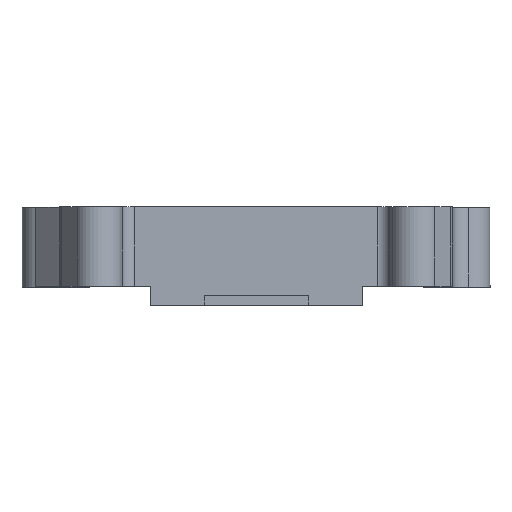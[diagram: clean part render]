
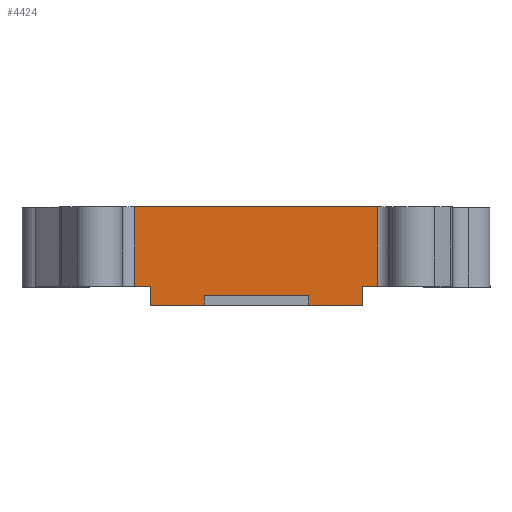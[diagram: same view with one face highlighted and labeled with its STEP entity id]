
A CAD part, top view. The second image highlights one B-rep face of the part: STEP entity #4424.
In plain terms, the highlighted face is planar.
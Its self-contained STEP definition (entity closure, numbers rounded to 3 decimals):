
#336=FACE_OUTER_BOUND('',#593,.T.);
#593=EDGE_LOOP('',(#3496,#3497,#3498,#3499,#3500,#3501,#3502,#3503,#3504,
#3505,#3506,#3507));
#786=LINE('',#6231,#1311);
#981=LINE('',#6813,#1506);
#1008=LINE('',#6892,#1533);
#1040=LINE('',#6960,#1565);
#1041=LINE('',#6964,#1566);
#1042=LINE('',#6966,#1567);
#1043=LINE('',#6967,#1568);
#1044=LINE('',#6968,#1569);
#1045=LINE('',#6969,#1570);
#1046=LINE('',#6971,#1571);
#1047=LINE('',#6973,#1572);
#1048=LINE('',#6974,#1573);
#1311=VECTOR('',#4996,38.211);
#1506=VECTOR('',#5481,2.505);
#1533=VECTOR('',#5536,2.305);
#1565=VECTOR('',#5592,3.);
#1566=VECTOR('',#5595,1.5);
#1567=VECTOR('',#5596,8.45);
#1568=VECTOR('',#5597,3.);
#1569=VECTOR('',#5598,12.5);
#1570=VECTOR('',#5599,12.5);
#1571=VECTOR('',#5600,8.45);
#1572=VECTOR('',#5601,1.5);
#1573=VECTOR('',#5602,16.5);
#1832=VERTEX_POINT('',#6228);
#1833=VERTEX_POINT('',#6230);
#2074=VERTEX_POINT('',#6810);
#2075=VERTEX_POINT('',#6812);
#2112=VERTEX_POINT('',#6889);
#2113=VERTEX_POINT('',#6891);
#2137=VERTEX_POINT('',#6958);
#2138=VERTEX_POINT('',#6962);
#2139=VERTEX_POINT('',#6963);
#2140=VERTEX_POINT('',#6965);
#2141=VERTEX_POINT('',#6970);
#2142=VERTEX_POINT('',#6972);
#2283=EDGE_CURVE('',#1832,#1833,#786,.T.);
#2572=EDGE_CURVE('',#2075,#2074,#981,.T.);
#2612=EDGE_CURVE('',#2113,#2112,#1008,.T.);
#2647=EDGE_CURVE('',#2074,#2137,#1040,.T.);
#2648=EDGE_CURVE('',#2138,#2139,#1041,.T.);
#2649=EDGE_CURVE('',#2138,#2140,#1042,.T.);
#2650=EDGE_CURVE('',#2140,#2113,#1043,.T.);
#2651=EDGE_CURVE('',#1833,#2112,#1044,.T.);
#2652=EDGE_CURVE('',#2075,#1832,#1045,.T.);
#2653=EDGE_CURVE('',#2137,#2141,#1046,.T.);
#2654=EDGE_CURVE('',#2141,#2142,#1047,.T.);
#2655=EDGE_CURVE('',#2139,#2142,#1048,.T.);
#3496=ORIENTED_EDGE('',*,*,#2648,.F.);
#3497=ORIENTED_EDGE('',*,*,#2649,.T.);
#3498=ORIENTED_EDGE('',*,*,#2650,.T.);
#3499=ORIENTED_EDGE('',*,*,#2612,.T.);
#3500=ORIENTED_EDGE('',*,*,#2651,.F.);
#3501=ORIENTED_EDGE('',*,*,#2283,.F.);
#3502=ORIENTED_EDGE('',*,*,#2652,.F.);
#3503=ORIENTED_EDGE('',*,*,#2572,.T.);
#3504=ORIENTED_EDGE('',*,*,#2647,.T.);
#3505=ORIENTED_EDGE('',*,*,#2653,.T.);
#3506=ORIENTED_EDGE('',*,*,#2654,.T.);
#3507=ORIENTED_EDGE('',*,*,#2655,.F.);
#4231=PLANE('',#4761);
#4424=ADVANCED_FACE('',(#336),#4231,.F.);
#4761=AXIS2_PLACEMENT_3D('',#6961,#5593,#5594);
#4996=DIRECTION('',(-1.,0.,0.));
#5481=DIRECTION('',(-1.,0.,0.));
#5536=DIRECTION('',(-1.,0.,0.));
#5592=DIRECTION('',(0.,-1.,0.));
#5593=DIRECTION('center_axis',(0.,0.,1.));
#5594=DIRECTION('ref_axis',(1.,0.,0.));
#5595=DIRECTION('',(0.,1.,0.));
#5596=DIRECTION('',(-1.,0.,0.));
#5597=DIRECTION('',(0.,1.,0.));
#5598=DIRECTION('',(0.,-1.,0.));
#5599=DIRECTION('',(0.,1.,0.));
#5600=DIRECTION('',(-1.,0.,0.));
#5601=DIRECTION('',(0.,1.,0.));
#5602=DIRECTION('',(1.,0.,0.));
#6228=CARTESIAN_POINT('',(50.105,2.,-95.));
#6230=CARTESIAN_POINT('',(11.895,2.,-95.));
#6231=CARTESIAN_POINT('',(50.105,2.,-95.));
#6810=CARTESIAN_POINT('',(47.6,-10.5,-95.));
#6812=CARTESIAN_POINT('',(50.105,-10.5,-95.));
#6813=CARTESIAN_POINT('',(50.105,-10.5,-95.));
#6889=CARTESIAN_POINT('',(11.895,-10.5,-95.));
#6891=CARTESIAN_POINT('',(14.2,-10.5,-95.));
#6892=CARTESIAN_POINT('',(14.2,-10.5,-95.));
#6958=CARTESIAN_POINT('',(47.6,-13.5,-95.));
#6960=CARTESIAN_POINT('',(47.6,-10.5,-95.));
#6961=CARTESIAN_POINT('Origin',(0.,2.,-95.));
#6962=CARTESIAN_POINT('',(22.65,-13.5,-95.));
#6963=CARTESIAN_POINT('',(22.65,-12.,-95.));
#6964=CARTESIAN_POINT('',(22.65,-13.5,-95.));
#6965=CARTESIAN_POINT('',(14.2,-13.5,-95.));
#6966=CARTESIAN_POINT('',(22.65,-13.5,-95.));
#6967=CARTESIAN_POINT('',(14.2,-13.5,-95.));
#6968=CARTESIAN_POINT('',(11.895,2.,-95.));
#6969=CARTESIAN_POINT('',(50.105,-10.5,-95.));
#6970=CARTESIAN_POINT('',(39.15,-13.5,-95.));
#6971=CARTESIAN_POINT('',(47.6,-13.5,-95.));
#6972=CARTESIAN_POINT('',(39.15,-12.,-95.));
#6973=CARTESIAN_POINT('',(39.15,-13.5,-95.));
#6974=CARTESIAN_POINT('',(22.65,-12.,-95.));
